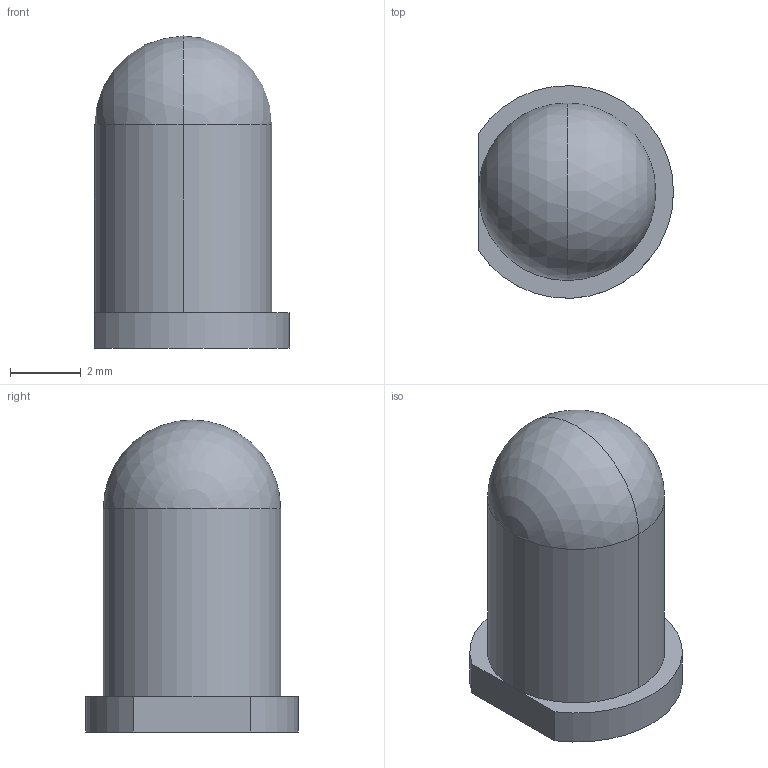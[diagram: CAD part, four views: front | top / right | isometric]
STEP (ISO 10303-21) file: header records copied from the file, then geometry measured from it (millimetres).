
FILE_DESCRIPTION(('FreeCAD Model'),'2;1');
FILE_NAME( 'LED 5mm cover.STEP' ,'2020-10-13T20:24:16',('Author'),(''), 'Open CASCADE STEP processor 6.8','FreeCAD','Unknown');
FILE_SCHEMA(('AUTOMOTIVE_DESIGN_CC2 { 1 2 10303 214 -1 1 5 4 }'));
Length unit declared in the file: millimetre
Products named in the file (1): LED_5mm
Bounding box: 5.5 x 6 x 8.8 mm (x, y, z)
Volume: 160.2 mm3; surface area: 201.4 mm2
Topology: 1 solids, 1 shells, 23 faces, 59 edges, 38 vertices
Faces by surface type: plane 18, cylinder 3, sphere 2
Entity records: 705 total; most frequent: CARTESIAN_POINT 119, DIRECTION 116, ORIENTED_EDGE 114, EDGE_CURVE 57, LINE 46, VECTOR 46, VERTEX_POINT 38, AXIS2_PLACEMENT_3D 35
